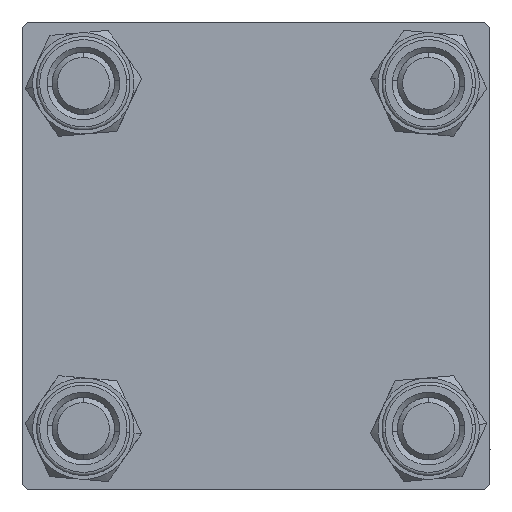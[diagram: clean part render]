
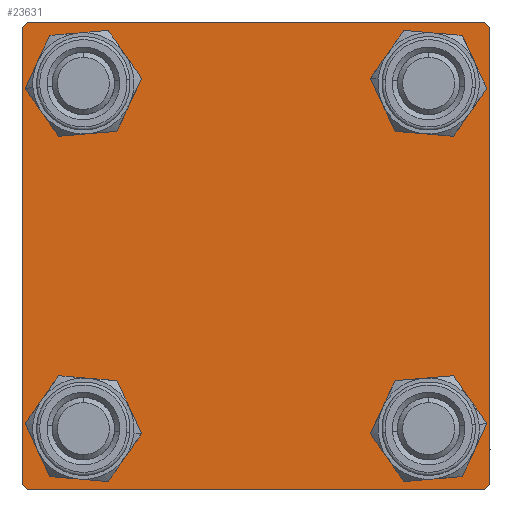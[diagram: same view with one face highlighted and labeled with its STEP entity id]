
A CAD part, left-side view. The second image highlights one B-rep face of the part: STEP entity #23631.
In plain terms, the highlighted planar face has unit normal (-1, 0, 0).
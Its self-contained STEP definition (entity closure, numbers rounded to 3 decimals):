
#225 = VECTOR ( 'NONE', #31352, 1000. ) ;
#524 = CARTESIAN_POINT ( 'NONE',  ( 0., 16.6, 16.6 ) ) ;
#690 = EDGE_CURVE ( 'NONE', #56217, #26159, #20940, .T. ) ;
#1263 = VERTEX_POINT ( 'NONE', #48864 ) ;
#1454 = VERTEX_POINT ( 'NONE', #5425 ) ;
#1736 = EDGE_CURVE ( 'NONE', #21394, #1454, #9661, .T. ) ;
#2516 = CARTESIAN_POINT ( 'NONE',  ( 0., -16.6, -13.1 ) ) ;
#2867 = CARTESIAN_POINT ( 'NONE',  ( 0., -22.25, -22.25 ) ) ;
#3263 = CARTESIAN_POINT ( 'NONE',  ( 0., -22., -22.5 ) ) ;
#3632 = DIRECTION ( 'NONE',  ( 0., 0.707, 0.707 ) ) ;
#3660 = EDGE_CURVE ( 'NONE', #41808, #26159, #4648, .T. ) ;
#3940 = VECTOR ( 'NONE', #44807, 1000. ) ;
#3974 = DIRECTION ( 'NONE',  ( 1., 0., 0. ) ) ;
#4359 = CARTESIAN_POINT ( 'NONE',  ( 0., -16.6, 20.1 ) ) ;
#4648 = LINE ( 'NONE', #44580, #225 ) ;
#4915 = ORIENTED_EDGE ( 'NONE', *, *, #690, .T. ) ;
#5425 = CARTESIAN_POINT ( 'NONE',  ( 0., 22., -22.5 ) ) ;
#5496 = CARTESIAN_POINT ( 'NONE',  ( 0., 16.6, -20.1 ) ) ;
#5524 = CARTESIAN_POINT ( 'NONE',  ( 0., 22., 22.5 ) ) ;
#7424 = CIRCLE ( 'NONE', #15668, 3.5 ) ;
#8421 = LINE ( 'NONE', #46938, #26967 ) ;
#9201 = DIRECTION ( 'NONE',  ( 0., 0., 1. ) ) ;
#9466 = AXIS2_PLACEMENT_3D ( 'NONE', #39938, #39078, #53444 ) ;
#9556 = CARTESIAN_POINT ( 'NONE',  ( 0., 16.6, -13.1 ) ) ;
#9661 = LINE ( 'NONE', #27170, #30426 ) ;
#9760 = CARTESIAN_POINT ( 'NONE',  ( 0., 16.6, 20.1 ) ) ;
#10606 = DIRECTION ( 'NONE',  ( 1., 0., 0. ) ) ;
#11055 = ORIENTED_EDGE ( 'NONE', *, *, #28827, .T. ) ;
#11750 = CARTESIAN_POINT ( 'NONE',  ( 0., -16.6, -16.6 ) ) ;
#12711 = LINE ( 'NONE', #51513, #3940 ) ;
#13212 = FACE_OUTER_BOUND ( 'NONE', #38216, .T. ) ;
#13256 = AXIS2_PLACEMENT_3D ( 'NONE', #11750, #41939, #50564 ) ;
#14189 = EDGE_CURVE ( 'NONE', #53903, #1263, #7424, .T. ) ;
#14240 = EDGE_CURVE ( 'NONE', #15009, #20464, #56586, .T. ) ;
#15009 = VERTEX_POINT ( 'NONE', #5524 ) ;
#15668 = AXIS2_PLACEMENT_3D ( 'NONE', #35890, #48532, #56855 ) ;
#15809 = EDGE_CURVE ( 'NONE', #20464, #21394, #32671, .T. ) ;
#15865 = VERTEX_POINT ( 'NONE', #46997 ) ;
#15868 = CIRCLE ( 'NONE', #9466, 3.5 ) ;
#15992 = ORIENTED_EDGE ( 'NONE', *, *, #15809, .T. ) ;
#16229 = EDGE_LOOP ( 'NONE', ( #35948, #19142 ) ) ;
#18559 = CARTESIAN_POINT ( 'NONE',  ( 0., -22.5, 22. ) ) ;
#18652 = CARTESIAN_POINT ( 'NONE',  ( 0., 16.6, -16.6 ) ) ;
#18943 = DIRECTION ( 'NONE',  ( 0., 0.707, -0.707 ) ) ;
#18995 = CARTESIAN_POINT ( 'NONE',  ( 0., 16.6, 13.1 ) ) ;
#19142 = ORIENTED_EDGE ( 'NONE', *, *, #43822, .T. ) ;
#19273 = ORIENTED_EDGE ( 'NONE', *, *, #31262, .T. ) ;
#19856 = DIRECTION ( 'NONE',  ( 1., 0., 0. ) ) ;
#20464 = VERTEX_POINT ( 'NONE', #56355 ) ;
#20596 = VERTEX_POINT ( 'NONE', #5496 ) ;
#20655 = VERTEX_POINT ( 'NONE', #18995 ) ;
#20742 = AXIS2_PLACEMENT_3D ( 'NONE', #27028, #23016, #31643 ) ;
#20940 = LINE ( 'NONE', #2867, #33167 ) ;
#21394 = VERTEX_POINT ( 'NONE', #37375 ) ;
#21755 = AXIS2_PLACEMENT_3D ( 'NONE', #18652, #10606, #49681 ) ;
#21985 = ORIENTED_EDGE ( 'NONE', *, *, #14189, .T. ) ;
#21993 = VERTEX_POINT ( 'NONE', #9760 ) ;
#21997 = EDGE_CURVE ( 'NONE', #15009, #15865, #12711, .T. ) ;
#22123 = FACE_BOUND ( 'NONE', #16229, .T. ) ;
#22503 = AXIS2_PLACEMENT_3D ( 'NONE', #524, #3974, #34699 ) ;
#22869 = DIRECTION ( 'NONE',  ( 0., -0.707, -0.707 ) ) ;
#22933 = EDGE_LOOP ( 'NONE', ( #21985, #38965 ) ) ;
#23016 = DIRECTION ( 'NONE',  ( 1., 0., 0. ) ) ;
#23631 = ADVANCED_FACE ( 'NONE', ( #43965, #35345, #30181, #22123, #13212 ), #39647, .T. ) ;
#25194 = EDGE_CURVE ( 'NONE', #1454, #56217, #8421, .T. ) ;
#25258 = VERTEX_POINT ( 'NONE', #9556 ) ;
#25379 = DIRECTION ( 'NONE',  ( 0., -1., 0. ) ) ;
#26159 = VERTEX_POINT ( 'NONE', #40263 ) ;
#26261 = EDGE_CURVE ( 'NONE', #1263, #53903, #31620, .T. ) ;
#26967 = VECTOR ( 'NONE', #25379, 1000. ) ;
#27028 = CARTESIAN_POINT ( 'NONE',  ( 0., 16.6, -16.6 ) ) ;
#27094 = VECTOR ( 'NONE', #3632, 1000. ) ;
#27170 = CARTESIAN_POINT ( 'NONE',  ( 0., 22.25, -22.25 ) ) ;
#28483 = EDGE_CURVE ( 'NONE', #21993, #20655, #32611, .T. ) ;
#28827 = EDGE_CURVE ( 'NONE', #41808, #15865, #38936, .T. ) ;
#29027 = CARTESIAN_POINT ( 'NONE',  ( 0., -16.6, 16.6 ) ) ;
#30056 = ORIENTED_EDGE ( 'NONE', *, *, #25194, .T. ) ;
#30181 = FACE_BOUND ( 'NONE', #38951, .T. ) ;
#30194 = ORIENTED_EDGE ( 'NONE', *, *, #45187, .T. ) ;
#30426 = VECTOR ( 'NONE', #22869, 1000. ) ;
#30572 = CIRCLE ( 'NONE', #54473, 3.5 ) ;
#30752 = VERTEX_POINT ( 'NONE', #2516 ) ;
#31262 = EDGE_CURVE ( 'NONE', #30752, #48952, #48127, .T. ) ;
#31352 = DIRECTION ( 'NONE',  ( 0., 0., -1. ) ) ;
#31620 = CIRCLE ( 'NONE', #35256, 3.5 ) ;
#31643 = DIRECTION ( 'NONE',  ( 0., 0., 1. ) ) ;
#32611 = CIRCLE ( 'NONE', #22503, 3.5 ) ;
#32671 = LINE ( 'NONE', #53935, #34074 ) ;
#33167 = VECTOR ( 'NONE', #38457, 1000. ) ;
#33902 = DIRECTION ( 'NONE',  ( 0., 0., 1. ) ) ;
#34074 = VECTOR ( 'NONE', #45312, 1000. ) ;
#34699 = DIRECTION ( 'NONE',  ( 0., 0., 1. ) ) ;
#34776 = DIRECTION ( 'NONE',  ( -1., 0., 0. ) ) ;
#34916 = CARTESIAN_POINT ( 'NONE',  ( 0., -22.25, 22.25 ) ) ;
#35256 = AXIS2_PLACEMENT_3D ( 'NONE', #29027, #19856, #33902 ) ;
#35339 = ORIENTED_EDGE ( 'NONE', *, *, #1736, .T. ) ;
#35345 = FACE_BOUND ( 'NONE', #45630, .T. ) ;
#35515 = ORIENTED_EDGE ( 'NONE', *, *, #21997, .F. ) ;
#35890 = CARTESIAN_POINT ( 'NONE',  ( 0., -16.6, 16.6 ) ) ;
#35948 = ORIENTED_EDGE ( 'NONE', *, *, #28483, .T. ) ;
#36252 = EDGE_CURVE ( 'NONE', #25258, #20596, #56498, .T. ) ;
#36478 = CARTESIAN_POINT ( 'NONE',  ( 0., -16.6, -16.6 ) ) ;
#37041 = AXIS2_PLACEMENT_3D ( 'NONE', #38805, #34776, #9201 ) ;
#37344 = ORIENTED_EDGE ( 'NONE', *, *, #36252, .T. ) ;
#37375 = CARTESIAN_POINT ( 'NONE',  ( 0., 22.5, -22. ) ) ;
#38216 = EDGE_LOOP ( 'NONE', ( #15992, #35339, #30056, #4915, #38396, #11055, #35515, #56342 ) ) ;
#38396 = ORIENTED_EDGE ( 'NONE', *, *, #3660, .F. ) ;
#38457 = DIRECTION ( 'NONE',  ( 0., -0.707, 0.707 ) ) ;
#38805 = CARTESIAN_POINT ( 'NONE',  ( 0., 0., 0. ) ) ;
#38936 = LINE ( 'NONE', #34916, #27094 ) ;
#38951 = EDGE_LOOP ( 'NONE', ( #37344, #45412 ) ) ;
#38965 = ORIENTED_EDGE ( 'NONE', *, *, #26261, .T. ) ;
#39078 = DIRECTION ( 'NONE',  ( 1., 0., 0. ) ) ;
#39522 = VECTOR ( 'NONE', #18943, 1000. ) ;
#39647 = PLANE ( 'NONE',  #37041 ) ;
#39938 = CARTESIAN_POINT ( 'NONE',  ( 0., 16.6, 16.6 ) ) ;
#40263 = CARTESIAN_POINT ( 'NONE',  ( 0., -22.5, -22. ) ) ;
#41808 = VERTEX_POINT ( 'NONE', #18559 ) ;
#41939 = DIRECTION ( 'NONE',  ( 1., 0., 0. ) ) ;
#43822 = EDGE_CURVE ( 'NONE', #20655, #21993, #15868, .T. ) ;
#43965 = FACE_BOUND ( 'NONE', #22933, .T. ) ;
#44580 = CARTESIAN_POINT ( 'NONE',  ( 0., -22.5, 22.5 ) ) ;
#44801 = DIRECTION ( 'NONE',  ( 1., 0., 0. ) ) ;
#44807 = DIRECTION ( 'NONE',  ( 0., -1., 0. ) ) ;
#45081 = CARTESIAN_POINT ( 'NONE',  ( 0., 22.25, 22.25 ) ) ;
#45187 = EDGE_CURVE ( 'NONE', #48952, #30752, #30572, .T. ) ;
#45312 = DIRECTION ( 'NONE',  ( 0., 0., -1. ) ) ;
#45412 = ORIENTED_EDGE ( 'NONE', *, *, #55626, .T. ) ;
#45630 = EDGE_LOOP ( 'NONE', ( #19273, #30194 ) ) ;
#45662 = DIRECTION ( 'NONE',  ( 0., 0., 1. ) ) ;
#46938 = CARTESIAN_POINT ( 'NONE',  ( 0., 22.5, -22.5 ) ) ;
#46997 = CARTESIAN_POINT ( 'NONE',  ( 0., -22., 22.5 ) ) ;
#48127 = CIRCLE ( 'NONE', #13256, 3.5 ) ;
#48532 = DIRECTION ( 'NONE',  ( 1., 0., 0. ) ) ;
#48864 = CARTESIAN_POINT ( 'NONE',  ( 0., -16.6, 13.1 ) ) ;
#48952 = VERTEX_POINT ( 'NONE', #53269 ) ;
#49681 = DIRECTION ( 'NONE',  ( 0., 0., 1. ) ) ;
#50214 = CIRCLE ( 'NONE', #21755, 3.5 ) ;
#50564 = DIRECTION ( 'NONE',  ( 0., 0., 1. ) ) ;
#51513 = CARTESIAN_POINT ( 'NONE',  ( 0., 22.5, 22.5 ) ) ;
#53269 = CARTESIAN_POINT ( 'NONE',  ( 0., -16.6, -20.1 ) ) ;
#53444 = DIRECTION ( 'NONE',  ( 0., 0., 1. ) ) ;
#53903 = VERTEX_POINT ( 'NONE', #4359 ) ;
#53935 = CARTESIAN_POINT ( 'NONE',  ( 0., 22.5, 22.5 ) ) ;
#54473 = AXIS2_PLACEMENT_3D ( 'NONE', #36478, #44801, #45662 ) ;
#55626 = EDGE_CURVE ( 'NONE', #20596, #25258, #50214, .T. ) ;
#56217 = VERTEX_POINT ( 'NONE', #3263 ) ;
#56342 = ORIENTED_EDGE ( 'NONE', *, *, #14240, .T. ) ;
#56355 = CARTESIAN_POINT ( 'NONE',  ( 0., 22.5, 22. ) ) ;
#56498 = CIRCLE ( 'NONE', #20742, 3.5 ) ;
#56586 = LINE ( 'NONE', #45081, #39522 ) ;
#56855 = DIRECTION ( 'NONE',  ( 0., 0., 1. ) ) ;
